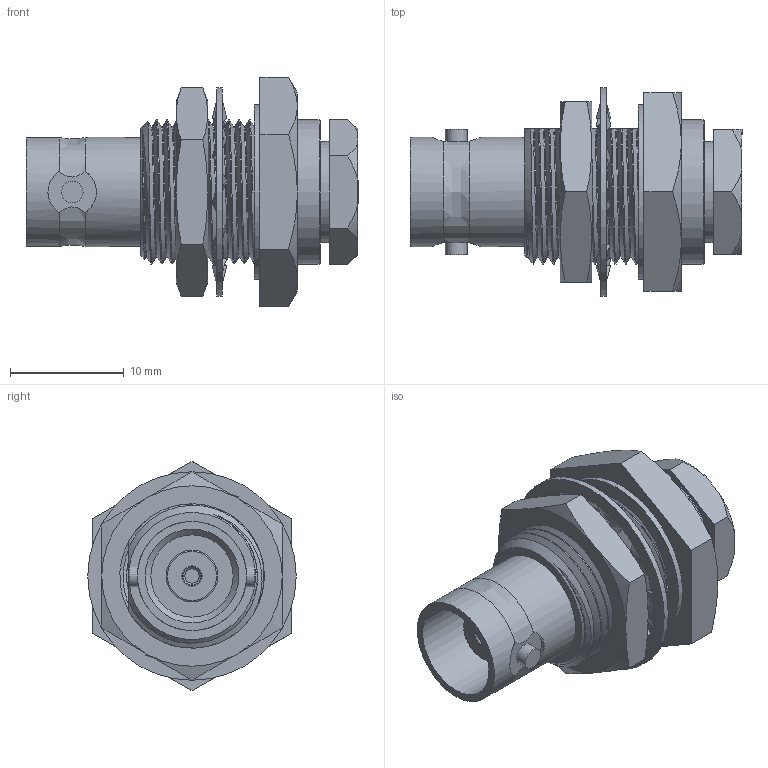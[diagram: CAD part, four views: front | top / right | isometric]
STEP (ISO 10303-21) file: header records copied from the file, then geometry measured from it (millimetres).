
FILE_DESCRIPTION (( 'STEP AP203' ), '1' );
FILE_NAME ('PE4916_3D.step', '2021-04-28T15:01:30', ( '' ), ( '' ), 'SwSTEP 2.0', 'SolidWorks 2020', '' );
FILE_SCHEMA (( 'CONFIG_CONTROL_DESIGN' ));
Length unit declared in the file: inch
Products named in the file (1): PE4916_3D
Bounding box: 29.21 x 18.34 x 20.16 mm (x, y, z)
Volume: 3277.6 mm3; surface area: 3229.4 mm2
Topology: 4 solids, 4 shells, 231 faces, 653 edges, 441 vertices
Faces by surface type: bspline 81, plane 68, cylinder 46, cone 34, torus 2
Full cylindrical faces by diameter (mm): 1.27 x1, 1.778 x2, 1.905 x2, 2.261 x1, 4.572 x1, 8.255 x1, 8.89 x1, 9.601 x2, 12.7 x1, 15.311 x1, 18.339 x1
Entity records: 23213 total; most frequent: CARTESIAN_POINT 18068, ORIENTED_EDGE 1242, DIRECTION 775, EDGE_CURVE 621, VERTEX_POINT 430, AXIS2_PLACEMENT_3D 288, EDGE_LOOP 267, FACE_OUTER_BOUND 246
